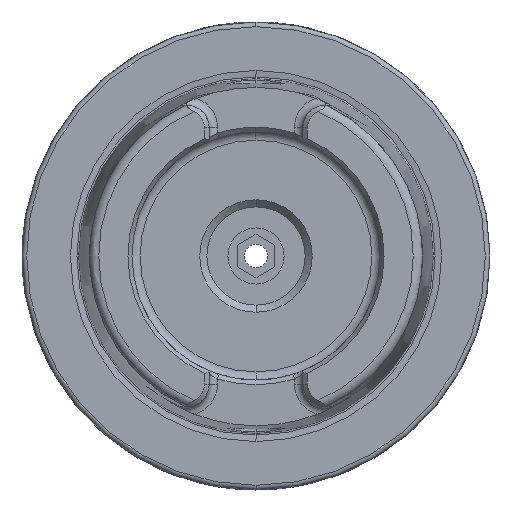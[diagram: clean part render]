
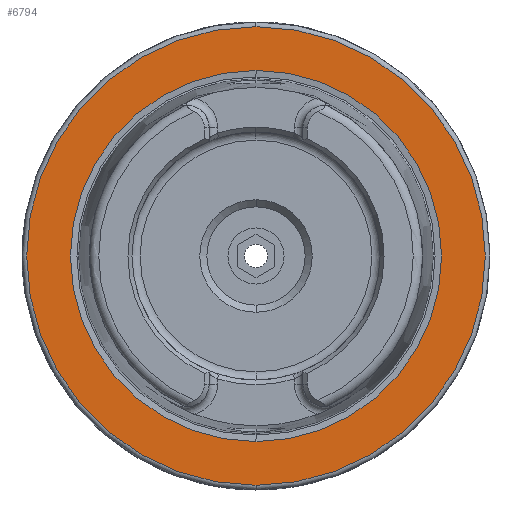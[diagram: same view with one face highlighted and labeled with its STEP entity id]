
A CAD part, left-side view. The second image highlights one B-rep face of the part: STEP entity #6794.
In plain terms, the highlighted planar face has unit normal (-1, 0, 0).
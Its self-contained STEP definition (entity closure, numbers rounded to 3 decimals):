
#34 = CARTESIAN_POINT ( 'NONE',  ( 0.05, 0., 49. ) ) ;
#276 = AXIS2_PLACEMENT_3D ( 'NONE', #5372, #4764, #993 ) ;
#404 = EDGE_CURVE ( 'NONE', #5209, #7408, #981, .T. ) ;
#617 = DIRECTION ( 'NONE',  ( 0., 0., -1. ) ) ;
#836 = DIRECTION ( 'NONE',  ( 1., 0., 0. ) ) ;
#956 = CIRCLE ( 'NONE', #6997, 39.647 ) ;
#961 = DIRECTION ( 'NONE',  ( 1., 0., 0. ) ) ;
#981 = CIRCLE ( 'NONE', #4541, 39.647 ) ;
#993 = DIRECTION ( 'NONE',  ( 0., 0., 1. ) ) ;
#1709 = VERTEX_POINT ( 'NONE', #4178 ) ;
#2792 = ORIENTED_EDGE ( 'NONE', *, *, #404, .T. ) ;
#2797 = EDGE_LOOP ( 'NONE', ( #7594, #2792 ) ) ;
#2800 = EDGE_CURVE ( 'NONE', #5601, #1709, #3355, .T. ) ;
#2888 = PLANE ( 'NONE',  #276 ) ;
#3353 = EDGE_LOOP ( 'NONE', ( #3534, #5614 ) ) ;
#3355 = CIRCLE ( 'NONE', #7931, 49. ) ;
#3534 = ORIENTED_EDGE ( 'NONE', *, *, #7104, .F. ) ;
#3689 = CARTESIAN_POINT ( 'NONE',  ( 0.05, 0., 0. ) ) ;
#4127 = FACE_BOUND ( 'NONE', #2797, .T. ) ;
#4178 = CARTESIAN_POINT ( 'NONE',  ( 0.05, 0., -49. ) ) ;
#4299 = DIRECTION ( 'NONE',  ( 0., 0., -1. ) ) ;
#4390 = DIRECTION ( 'NONE',  ( 1., 0., 0. ) ) ;
#4541 = AXIS2_PLACEMENT_3D ( 'NONE', #4603, #836, #6508 ) ;
#4603 = CARTESIAN_POINT ( 'NONE',  ( 0.05, 0., 0. ) ) ;
#4672 = CARTESIAN_POINT ( 'NONE',  ( 0.05, 0., -39.647 ) ) ;
#4742 = CARTESIAN_POINT ( 'NONE',  ( 0.05, 0., 0. ) ) ;
#4764 = DIRECTION ( 'NONE',  ( -1., 0., 0. ) ) ;
#5209 = VERTEX_POINT ( 'NONE', #4672 ) ;
#5372 = CARTESIAN_POINT ( 'NONE',  ( 0.05, 39.647, 0. ) ) ;
#5376 = DIRECTION ( 'NONE',  ( 0., 0., -1. ) ) ;
#5601 = VERTEX_POINT ( 'NONE', #34 ) ;
#5614 = ORIENTED_EDGE ( 'NONE', *, *, #2800, .F. ) ;
#5826 = FACE_OUTER_BOUND ( 'NONE', #3353, .T. ) ;
#6508 = DIRECTION ( 'NONE',  ( 0., 0., -1. ) ) ;
#6516 = CIRCLE ( 'NONE', #7083, 49. ) ;
#6794 = ADVANCED_FACE ( 'NONE', ( #4127, #5826 ), #2888, .T. ) ;
#6997 = AXIS2_PLACEMENT_3D ( 'NONE', #3689, #8144, #4299 ) ;
#7083 = AXIS2_PLACEMENT_3D ( 'NONE', #8226, #4390, #617 ) ;
#7104 = EDGE_CURVE ( 'NONE', #1709, #5601, #6516, .T. ) ;
#7408 = VERTEX_POINT ( 'NONE', #7992 ) ;
#7521 = EDGE_CURVE ( 'NONE', #7408, #5209, #956, .T. ) ;
#7594 = ORIENTED_EDGE ( 'NONE', *, *, #7521, .T. ) ;
#7931 = AXIS2_PLACEMENT_3D ( 'NONE', #4742, #961, #5376 ) ;
#7992 = CARTESIAN_POINT ( 'NONE',  ( 0.05, 0., 39.647 ) ) ;
#8144 = DIRECTION ( 'NONE',  ( 1., 0., 0. ) ) ;
#8226 = CARTESIAN_POINT ( 'NONE',  ( 0.05, 0., 0. ) ) ;
